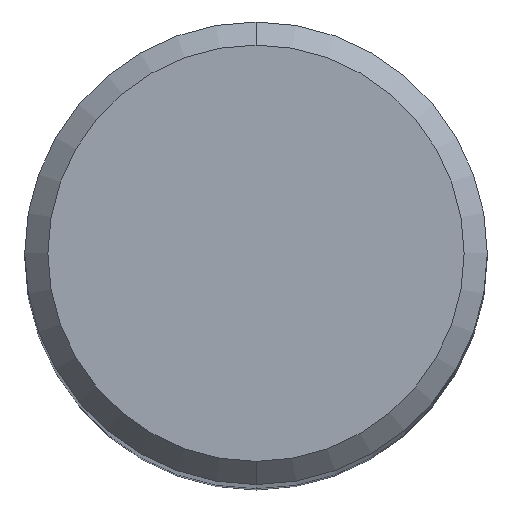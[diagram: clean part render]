
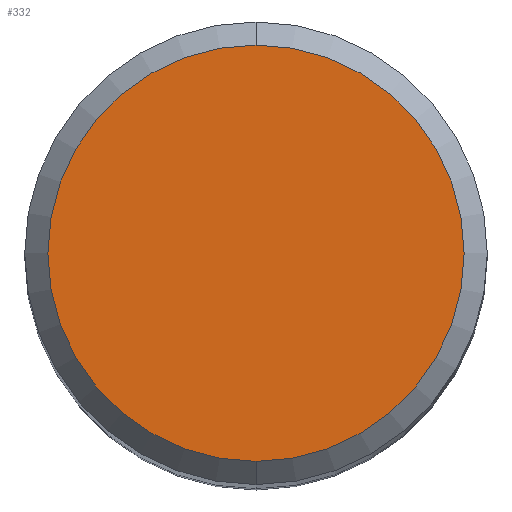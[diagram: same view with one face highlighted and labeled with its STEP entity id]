
A CAD part, top view. The second image highlights one B-rep face of the part: STEP entity #332.
In plain terms, the highlighted planar face has unit normal (0, 0, 1).
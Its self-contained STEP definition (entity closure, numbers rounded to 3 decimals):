
#184=VERTEX_POINT('',#486);
#186=EDGE_CURVE('',#294,#184,#488,.T.);
#294=VERTEX_POINT('',#607);
#332=ADVANCED_FACE('',(#648),#649,.T.);
#402=EDGE_CURVE('',#184,#294,#726,.T.);
#486=CARTESIAN_POINT('',(0.,-4.5,0.0));
#488=CIRCLE('',#820,4.5);
#607=CARTESIAN_POINT('',(0.0,4.5,0.0));
#648=FACE_OUTER_BOUND('',#1185,.T.);
#649=PLANE('',#1186);
#726=CIRCLE('',#1341,4.5);
#820=AXIS2_PLACEMENT_3D('',#1466,#1467,#1468);
#1185=EDGE_LOOP('',(#1646,#1647));
#1186=AXIS2_PLACEMENT_3D('',#1648,#1649,#1650);
#1341=AXIS2_PLACEMENT_3D('',#1721,#1722,#1723);
#1466=CARTESIAN_POINT('',(0.0,0.0,0.0));
#1467=DIRECTION('',(0.0,0.0,-1.0));
#1468=DIRECTION('',(0.0,1.0,0.0));
#1646=ORIENTED_EDGE('',*,*,#186,.F.);
#1647=ORIENTED_EDGE('',*,*,#402,.F.);
#1648=CARTESIAN_POINT('',(0.0,2.25,0.0));
#1649=DIRECTION('',(-0.0,0.0,1.0));
#1650=DIRECTION('',(0.0,-1.0,0.0));
#1721=CARTESIAN_POINT('',(0.0,0.0,0.0));
#1722=DIRECTION('',(0.0,0.0,-1.0));
#1723=DIRECTION('',(0.0,1.0,0.0));
